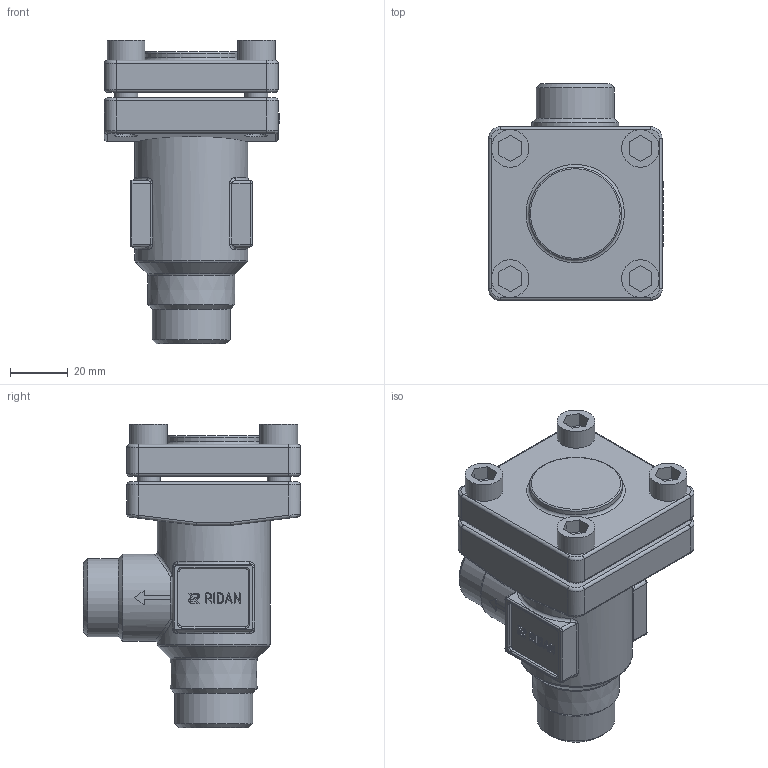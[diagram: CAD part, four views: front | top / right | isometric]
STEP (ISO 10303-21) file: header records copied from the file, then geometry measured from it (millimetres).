
FILE_DESCRIPTION(('TFLEX Exchange Step'),'2;1');
FILE_NAME('148B6020R.stp', '2024-04-11T11:50:02+03:00',('RUCO3378'),('Unknown organisation'),'TFLEX Exchange 2024.2','T-FLEX CAD','Unknown authorisation');
FILE_SCHEMA( ('AP203_CONFIGURATION_CONTROLLED_3D_DESIGN_OF_MECHANICAL_PARTS_AND_ASSEMBLIES_MIM_LF') );
Length unit declared in the file: millimetre
Products named in the file (1): Assembly
Bounding box: 60.5 x 75 x 105 mm (x, y, z)
Volume: 180727.7 mm3; surface area: 32683.3 mm2
Topology: 1 solids, 1 shells, 669 faces, 1734 edges, 1116 vertices
Faces by surface type: plane 294, bspline 232, cylinder 89, torus 40, cone 8, sphere 6
Full cylindrical faces by diameter (mm): 8 x8, 13 x4, 27 x2, 30 x1, 32 x1, 38.96 x1
Entity records: 25347 total; most frequent: CARTESIAN_POINT 10488, ORIENTED_EDGE 3456, DIRECTION 2352, EDGE_CURVE 1728, VERTEX_POINT 1116, VECTOR 986, LINE 986, EDGE_LOOP 730
